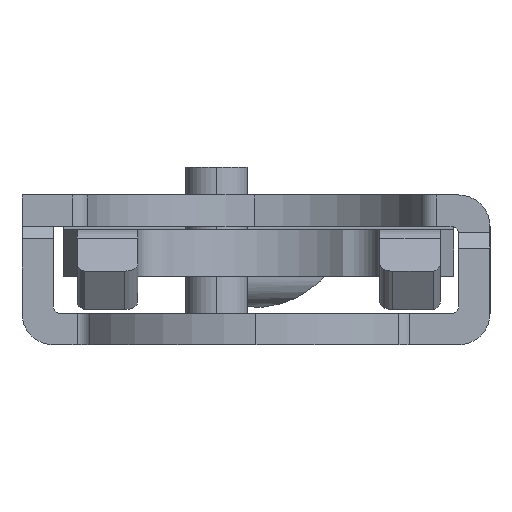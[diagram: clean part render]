
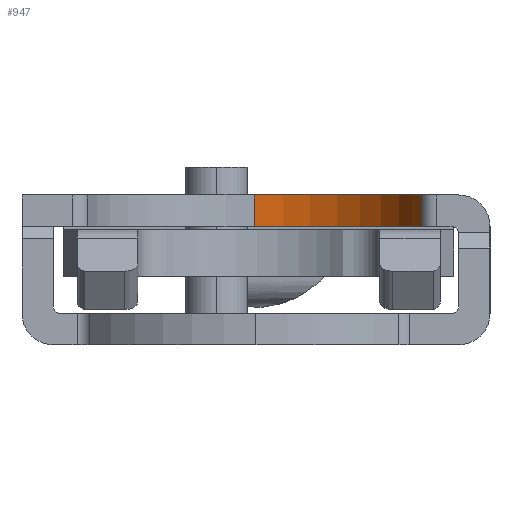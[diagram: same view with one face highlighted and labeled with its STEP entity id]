
A CAD part, left-side view. The second image highlights one B-rep face of the part: STEP entity #947.
In plain terms, the highlighted cylindrical face has radius 11 mm (diameter 22 mm), a partial arc.
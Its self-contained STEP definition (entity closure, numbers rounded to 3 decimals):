
#65 = VECTOR ( 'NONE', #8058, 1000. ) ;
#95 = LINE ( 'NONE', #8036, #65 ) ;
#846 = AXIS2_PLACEMENT_3D ( 'NONE', #5238, #5268, #5187 ) ;
#947 = ADVANCED_FACE ( 'NONE', ( #10346 ), #10313, .F. ) ;
#1421 = DIRECTION ( 'NONE',  ( 1., 0., 0. ) ) ;
#1425 = DIRECTION ( 'NONE',  ( 0., 0., 1. ) ) ;
#1437 = CARTESIAN_POINT ( 'NONE',  ( 1476.158, 804.854, 9.3 ) ) ;
#1543 = ORIENTED_EDGE ( 'NONE', *, *, #7614, .T. ) ;
#1743 = ORIENTED_EDGE ( 'NONE', *, *, #5527, .F. ) ;
#2594 = CARTESIAN_POINT ( 'NONE',  ( 1487.158, 804.854, 9.3 ) ) ;
#2717 = AXIS2_PLACEMENT_3D ( 'NONE', #1437, #1425, #1421 ) ;
#3063 = EDGE_LOOP ( 'NONE', ( #4800, #4503, #1743, #1543 ) ) ;
#3935 = DIRECTION ( 'NONE',  ( 1., 0., 0. ) ) ;
#3946 = VERTEX_POINT ( 'NONE', #5318 ) ;
#3948 = DIRECTION ( 'NONE',  ( 0., 0., 1. ) ) ;
#3953 = CARTESIAN_POINT ( 'NONE',  ( 1476.158, 804.854, 7.3 ) ) ;
#4029 = VECTOR ( 'NONE', #9003, 1000. ) ;
#4170 = LINE ( 'NONE', #8011, #4029 ) ;
#4316 = AXIS2_PLACEMENT_3D ( 'NONE', #3953, #3948, #3935 ) ;
#4323 = VERTEX_POINT ( 'NONE', #2594 ) ;
#4503 = ORIENTED_EDGE ( 'NONE', *, *, #7356, .F. ) ;
#4800 = ORIENTED_EDGE ( 'NONE', *, *, #8066, .F. ) ;
#5187 = DIRECTION ( 'NONE',  ( 1., 0., 0. ) ) ;
#5238 = CARTESIAN_POINT ( 'NONE',  ( 1476.158, 804.854, 7.3 ) ) ;
#5268 = DIRECTION ( 'NONE',  ( 0., 0., 1. ) ) ;
#5318 = CARTESIAN_POINT ( 'NONE',  ( 1478.771, 794.168, 9.3 ) ) ;
#5527 = EDGE_CURVE ( 'NONE', #3946, #7103, #95, .T. ) ;
#6177 = CIRCLE ( 'NONE', #2717, 11. ) ;
#6644 = CARTESIAN_POINT ( 'NONE',  ( 1487.158, 804.854, 7.3 ) ) ;
#7103 = VERTEX_POINT ( 'NONE', #8425 ) ;
#7134 = CIRCLE ( 'NONE', #4316, 11. ) ;
#7356 = EDGE_CURVE ( 'NONE', #7103, #11764, #7134, .T. ) ;
#7614 = EDGE_CURVE ( 'NONE', #3946, #4323, #6177, .T. ) ;
#8011 = CARTESIAN_POINT ( 'NONE',  ( 1487.158, 804.854, 7.3 ) ) ;
#8036 = CARTESIAN_POINT ( 'NONE',  ( 1478.771, 794.168, 7.3 ) ) ;
#8058 = DIRECTION ( 'NONE',  ( 0., 0., -1. ) ) ;
#8066 = EDGE_CURVE ( 'NONE', #11764, #4323, #4170, .T. ) ;
#8425 = CARTESIAN_POINT ( 'NONE',  ( 1478.771, 794.168, 7.3 ) ) ;
#9003 = DIRECTION ( 'NONE',  ( 0., 0., 1. ) ) ;
#10313 = CYLINDRICAL_SURFACE ( 'NONE', #846, 11. ) ;
#10346 = FACE_OUTER_BOUND ( 'NONE', #3063, .T. ) ;
#11764 = VERTEX_POINT ( 'NONE', #6644 ) ;
